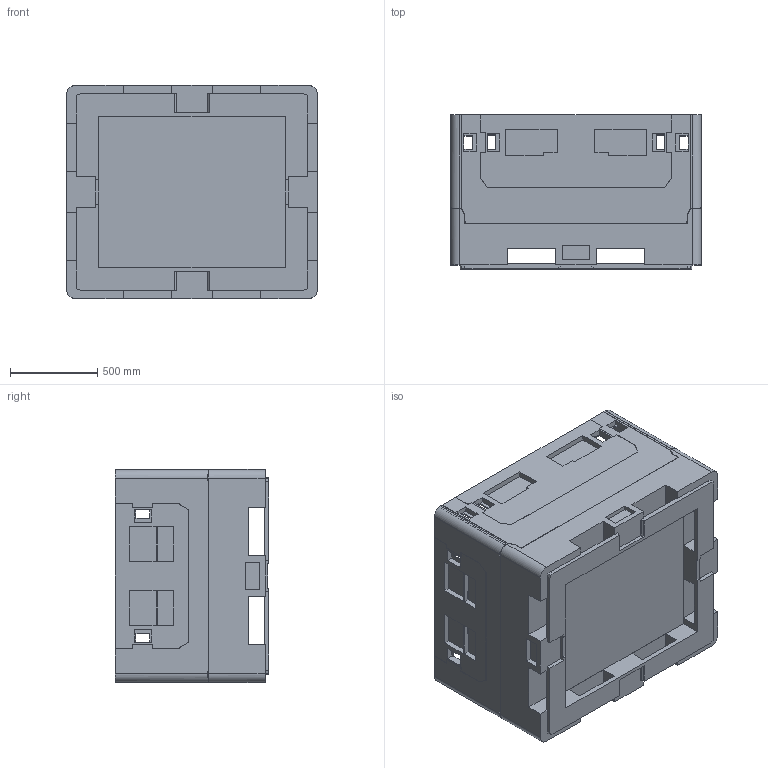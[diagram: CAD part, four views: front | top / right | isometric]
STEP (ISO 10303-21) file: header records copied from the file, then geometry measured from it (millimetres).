
FILE_DESCRIPTION((''),'2;1');
FILE_NAME('108377WSM_ASM','2025-09-17T14:17:43',('SYSTEM'),(''),'CREO PARAMETRIC BY PTC INC, 2023294','CREO PARAMETRIC BY PTC INC, 2023294','');
FILE_SCHEMA(('CONFIG_CONTROL_DESIGN'));
Length unit declared in the file: inch
Products named in the file (6): 87666SM; 87387SM; 87386SM; 197470SM; 197467SM; 108377WSM_ASM
Assembly tree (9 placements, depth 2):
  108377WSM_ASM
    87666SM
    87387SM  x2
    87386SM  x2
    197470SM  x2
    197467SM  x2
Bounding box: 1435.12 x 881.23 x 1219.2 mm (x, y, z)
Volume: 278365586 mm3; surface area: 14921353 mm2
Topology: 9 solids, 9 shells, 786 faces, 2252 edges, 1500 vertices
Faces by surface type: plane 750, cylinder 24, extrusion 12
Entity records: 17241 total; most frequent: CARTESIAN_POINT 3312, ORIENTED_EDGE 3008, DIRECTION 2582, EDGE_CURVE 1504, VECTOR 1442, LINE 1434, VERTEX_POINT 1002, AXIS2_PLACEMENT_3D 570
